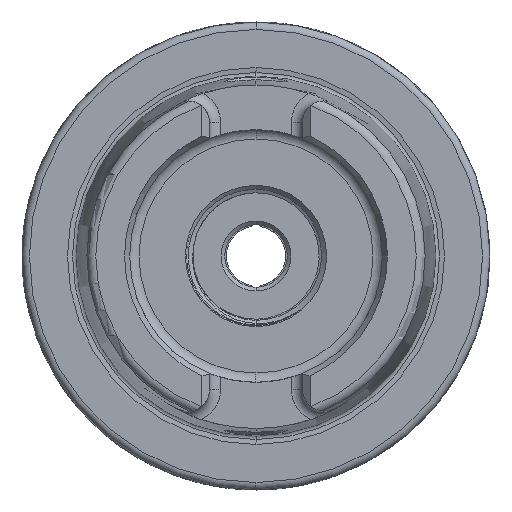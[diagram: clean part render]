
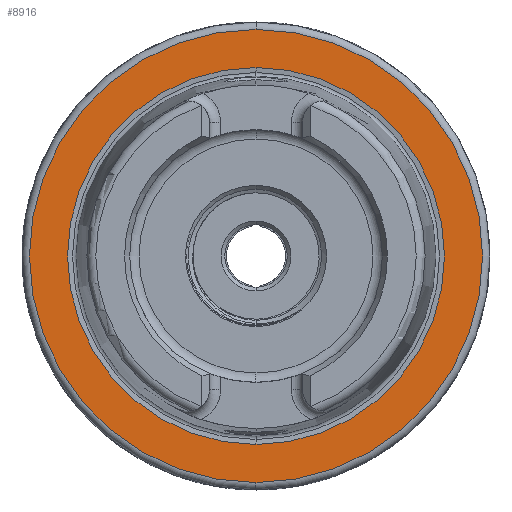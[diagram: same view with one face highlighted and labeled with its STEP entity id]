
A CAD part, left-side view. The second image highlights one B-rep face of the part: STEP entity #8916.
In plain terms, the highlighted planar face has unit normal (-1, 0, 0).
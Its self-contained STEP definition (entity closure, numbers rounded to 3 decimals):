
#234 = EDGE_CURVE ( 'NONE', #13412, #13343, #6343, .T. ) ;
#254 = EDGE_CURVE ( 'NONE', #13379, #13415, #6407, .T. ) ;
#3903 = CIRCLE ( 'NONE', #20072, 25.369 ) ;
#3916 = CIRCLE ( 'NONE', #20067, 30.5 ) ;
#4383 = FACE_OUTER_BOUND ( 'NONE', #6185, .T. ) ;
#4384 = FACE_BOUND ( 'NONE', #12367, .T. ) ;
#4567 = AXIS2_PLACEMENT_3D ( 'NONE', #27963, #27933, #27952 ) ;
#4662 = AXIS2_PLACEMENT_3D ( 'NONE', #13830, #13840, #13871 ) ;
#4684 = AXIS2_PLACEMENT_3D ( 'NONE', #13731, #13741, #13742 ) ;
#6185 = EDGE_LOOP ( 'NONE', ( #16800, #16871 ) ) ;
#6343 = CIRCLE ( 'NONE', #4684, 30.5 ) ;
#6407 = CIRCLE ( 'NONE', #4662, 25.369 ) ;
#8916 = ADVANCED_FACE ( 'NONE', ( #4383, #4384 ), #27943, .T. ) ;
#12367 = EDGE_LOOP ( 'NONE', ( #16920, #16880 ) ) ;
#13343 = VERTEX_POINT ( 'NONE', #20831 ) ;
#13379 = VERTEX_POINT ( 'NONE', #20903 ) ;
#13412 = VERTEX_POINT ( 'NONE', #20895 ) ;
#13415 = VERTEX_POINT ( 'NONE', #20872 ) ;
#13731 = CARTESIAN_POINT ( 'NONE',  ( 0., 0., 0. ) ) ;
#13741 = DIRECTION ( 'NONE',  ( -1., 0., 0. ) ) ;
#13742 = DIRECTION ( 'NONE',  ( 0., 0., 1. ) ) ;
#13830 = CARTESIAN_POINT ( 'NONE',  ( 0., 0., 0. ) ) ;
#13840 = DIRECTION ( 'NONE',  ( 1., 0., 0. ) ) ;
#13871 = DIRECTION ( 'NONE',  ( 0., 0., -1. ) ) ;
#16800 = ORIENTED_EDGE ( 'NONE', *, *, #26719, .T. ) ;
#16871 = ORIENTED_EDGE ( 'NONE', *, *, #234, .T. ) ;
#16880 = ORIENTED_EDGE ( 'NONE', *, *, #254, .T. ) ;
#16920 = ORIENTED_EDGE ( 'NONE', *, *, #26709, .T. ) ;
#20067 = AXIS2_PLACEMENT_3D ( 'NONE', #23541, #23537, #23543 ) ;
#20072 = AXIS2_PLACEMENT_3D ( 'NONE', #23487, #23490, #23502 ) ;
#20831 = CARTESIAN_POINT ( 'NONE',  ( 0., 0., 30.5 ) ) ;
#20872 = CARTESIAN_POINT ( 'NONE',  ( 0., 0., 25.369 ) ) ;
#20895 = CARTESIAN_POINT ( 'NONE',  ( 0., 0., -30.5 ) ) ;
#20903 = CARTESIAN_POINT ( 'NONE',  ( 0., 0., -25.369 ) ) ;
#23487 = CARTESIAN_POINT ( 'NONE',  ( 0., 0., 0. ) ) ;
#23490 = DIRECTION ( 'NONE',  ( 1., 0., 0. ) ) ;
#23502 = DIRECTION ( 'NONE',  ( 0., 0., -1. ) ) ;
#23537 = DIRECTION ( 'NONE',  ( -1., 0., 0. ) ) ;
#23541 = CARTESIAN_POINT ( 'NONE',  ( 0., 0., 0. ) ) ;
#23543 = DIRECTION ( 'NONE',  ( 0., 0., 1. ) ) ;
#26709 = EDGE_CURVE ( 'NONE', #13415, #13379, #3903, .T. ) ;
#26719 = EDGE_CURVE ( 'NONE', #13343, #13412, #3916, .T. ) ;
#27933 = DIRECTION ( 'NONE',  ( -1., 0., 0. ) ) ;
#27943 = PLANE ( 'NONE',  #4567 ) ;
#27952 = DIRECTION ( 'NONE',  ( 0., 0., 1. ) ) ;
#27963 = CARTESIAN_POINT ( 'NONE',  ( 0., 25.369, 0. ) ) ;
